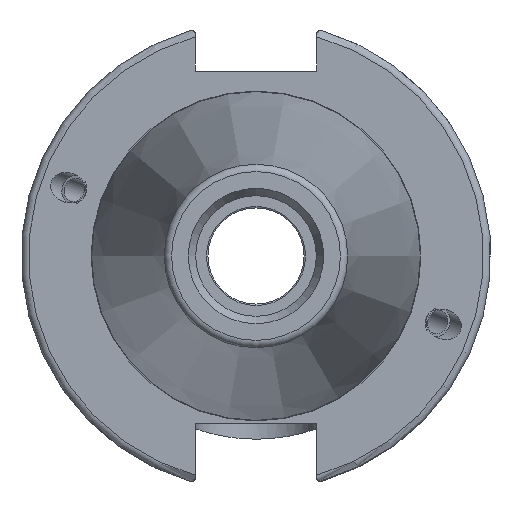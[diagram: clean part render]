
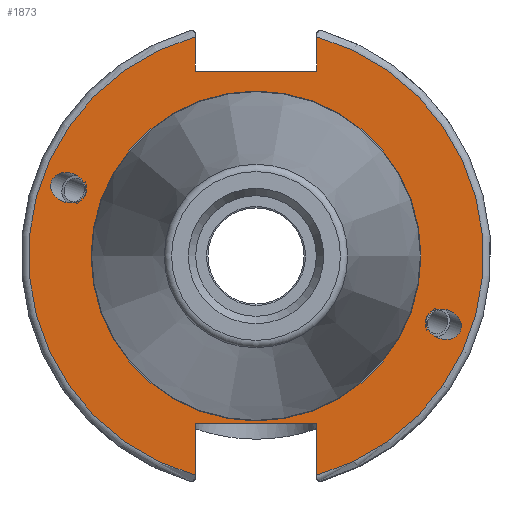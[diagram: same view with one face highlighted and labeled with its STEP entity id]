
A CAD part, left-side view. The second image highlights one B-rep face of the part: STEP entity #1873.
In plain terms, the highlighted planar face has unit normal (-1, 0, 0).
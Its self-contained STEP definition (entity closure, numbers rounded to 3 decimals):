
#39=ELLIPSE('',#2070,2.442,2.);
#48=ELLIPSE('',#2113,2.442,2.);
#62=PLANE('',#2123);
#111=FACE_BOUND('',#350,.T.);
#112=FACE_BOUND('',#351,.T.);
#113=FACE_BOUND('',#352,.T.);
#234=FACE_OUTER_BOUND('',#349,.T.);
#349=EDGE_LOOP('',(#1548,#1549,#1550,#1551,#1552,#1553,#1554,#1555));
#350=EDGE_LOOP('',(#1556));
#351=EDGE_LOOP('',(#1557));
#352=EDGE_LOOP('',(#1558));
#451=LINE('',#3440,#545);
#452=LINE('',#3442,#546);
#453=LINE('',#3444,#547);
#454=LINE('',#3448,#548);
#455=LINE('',#3450,#549);
#456=LINE('',#3451,#550);
#545=VECTOR('',#2622,10.);
#546=VECTOR('',#2623,10.);
#547=VECTOR('',#2624,10.);
#548=VECTOR('',#2627,10.);
#549=VECTOR('',#2628,10.);
#550=VECTOR('',#2629,10.);
#685=CIRCLE('',#2121,22.3);
#687=CIRCLE('',#2124,30.75);
#688=CIRCLE('',#2125,30.75);
#808=VERTEX_POINT('',#3233);
#848=VERTEX_POINT('',#3416);
#853=VERTEX_POINT('',#3431);
#854=VERTEX_POINT('',#3436);
#855=VERTEX_POINT('',#3437);
#856=VERTEX_POINT('',#3439);
#857=VERTEX_POINT('',#3441);
#858=VERTEX_POINT('',#3443);
#859=VERTEX_POINT('',#3445);
#860=VERTEX_POINT('',#3447);
#861=VERTEX_POINT('',#3449);
#1040=EDGE_CURVE('',#808,#808,#39,.T.);
#1096=EDGE_CURVE('',#848,#848,#48,.T.);
#1103=EDGE_CURVE('',#853,#853,#685,.T.);
#1105=EDGE_CURVE('',#854,#855,#687,.T.);
#1106=EDGE_CURVE('',#854,#856,#451,.T.);
#1107=EDGE_CURVE('',#856,#857,#452,.T.);
#1108=EDGE_CURVE('',#857,#858,#453,.T.);
#1109=EDGE_CURVE('',#859,#858,#688,.T.);
#1110=EDGE_CURVE('',#859,#860,#454,.T.);
#1111=EDGE_CURVE('',#860,#861,#455,.T.);
#1112=EDGE_CURVE('',#861,#855,#456,.T.);
#1548=ORIENTED_EDGE('',*,*,#1105,.F.);
#1549=ORIENTED_EDGE('',*,*,#1106,.T.);
#1550=ORIENTED_EDGE('',*,*,#1107,.T.);
#1551=ORIENTED_EDGE('',*,*,#1108,.T.);
#1552=ORIENTED_EDGE('',*,*,#1109,.F.);
#1553=ORIENTED_EDGE('',*,*,#1110,.T.);
#1554=ORIENTED_EDGE('',*,*,#1111,.T.);
#1555=ORIENTED_EDGE('',*,*,#1112,.T.);
#1556=ORIENTED_EDGE('',*,*,#1040,.T.);
#1557=ORIENTED_EDGE('',*,*,#1096,.T.);
#1558=ORIENTED_EDGE('',*,*,#1103,.F.);
#1873=ADVANCED_FACE('',(#234,#111,#112,#113),#62,.T.);
#2070=AXIS2_PLACEMENT_3D('',#3235,#2493,#2494);
#2113=AXIS2_PLACEMENT_3D('',#3418,#2596,#2597);
#2121=AXIS2_PLACEMENT_3D('',#3433,#2614,#2615);
#2123=AXIS2_PLACEMENT_3D('',#3435,#2618,#2619);
#2124=AXIS2_PLACEMENT_3D('',#3438,#2620,#2621);
#2125=AXIS2_PLACEMENT_3D('',#3446,#2625,#2626);
#2493=DIRECTION('center_axis',(1.,0.,0.));
#2494=DIRECTION('ref_axis',(0.,-0.94,-0.342));
#2596=DIRECTION('center_axis',(1.,0.,0.));
#2597=DIRECTION('ref_axis',(0.,0.94,0.342));
#2614=DIRECTION('center_axis',(-1.,0.,0.));
#2615=DIRECTION('ref_axis',(0.,-1.,0.));
#2618=DIRECTION('center_axis',(-1.,0.,0.));
#2619=DIRECTION('ref_axis',(0.,0.,1.));
#2620=DIRECTION('center_axis',(1.,0.,0.));
#2621=DIRECTION('ref_axis',(0.,-1.,0.));
#2622=DIRECTION('',(0.,0.,-1.));
#2623=DIRECTION('',(0.,1.,0.));
#2624=DIRECTION('',(0.,0.,1.));
#2625=DIRECTION('center_axis',(1.,0.,0.));
#2626=DIRECTION('ref_axis',(0.,1.,0.));
#2627=DIRECTION('',(0.,0.,1.));
#2628=DIRECTION('',(0.,-1.,0.));
#2629=DIRECTION('',(0.,0.,-1.));
#3233=CARTESIAN_POINT('',(3.175,-23.077,-8.399));
#3235=CARTESIAN_POINT('Origin',(3.175,-25.372,-9.235));
#3416=CARTESIAN_POINT('',(3.175,23.077,8.399));
#3418=CARTESIAN_POINT('Origin',(3.175,25.372,9.235));
#3431=CARTESIAN_POINT('',(3.175,0.,22.3));
#3433=CARTESIAN_POINT('Origin',(3.175,0.,0.));
#3435=CARTESIAN_POINT('Origin',(3.175,31.75,0.));
#3436=CARTESIAN_POINT('',(3.175,-8.19,29.639));
#3437=CARTESIAN_POINT('',(3.175,-8.19,-29.639));
#3438=CARTESIAN_POINT('Origin',(3.175,0.,0.));
#3439=CARTESIAN_POINT('',(3.175,-8.19,25.));
#3440=CARTESIAN_POINT('',(3.175,-8.19,12.5));
#3441=CARTESIAN_POINT('',(3.175,8.19,25.));
#3442=CARTESIAN_POINT('',(3.175,15.875,25.));
#3443=CARTESIAN_POINT('',(3.175,8.19,29.639));
#3444=CARTESIAN_POINT('',(3.175,8.19,12.5));
#3445=CARTESIAN_POINT('',(3.175,8.19,-29.639));
#3446=CARTESIAN_POINT('Origin',(3.175,0.,0.));
#3447=CARTESIAN_POINT('',(3.175,8.19,-22.6));
#3448=CARTESIAN_POINT('',(3.175,8.19,-11.3));
#3449=CARTESIAN_POINT('',(3.175,-8.19,-22.6));
#3450=CARTESIAN_POINT('',(3.175,15.875,-22.6));
#3451=CARTESIAN_POINT('',(3.175,-8.19,-11.3));
